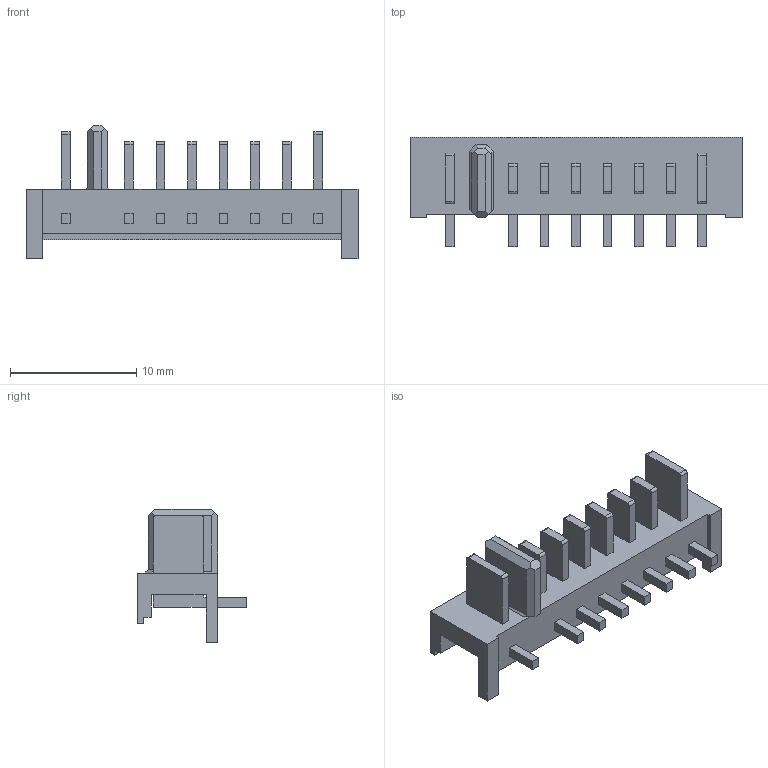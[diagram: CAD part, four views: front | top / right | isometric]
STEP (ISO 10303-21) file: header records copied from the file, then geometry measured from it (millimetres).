
FILE_DESCRIPTION(/* description */ (''),/* implementation_level */ '2;1');
FILE_NAME(/* name */ 'connector_TE-1717445-6.step',/* time_stamp */ '2023-06-01T18:09:34+02:00',/* author */ (''),/* organization */ (''),/* preprocessor_version */ 'ST-DEVELOPER v19.2',/* originating_system */ 'Autodesk Translation Framework v12.4.0.73',/* authorisation */ '');
FILE_SCHEMA (('AUTOMOTIVE_DESIGN { 1 0 10303 214 3 1 1 }'));
Length unit declared in the file: millimetre
Products named in the file (1): connector_TE-1717445-6
Bounding box: 26.3 x 8.7 x 10.55 mm (x, y, z)
Volume: 508.4 mm3; surface area: 1095.1 mm2
Topology: 1 solids, 1 shells, 181 faces, 485 edges, 322 vertices
Faces by surface type: plane 165, cylinder 16
Entity records: 5675 total; most frequent: CARTESIAN_POINT 989, ORIENTED_EDGE 970, DIRECTION 881, EDGE_CURVE 485, LINE 453, VECTOR 453, VERTEX_POINT 322, AXIS2_PLACEMENT_3D 214
